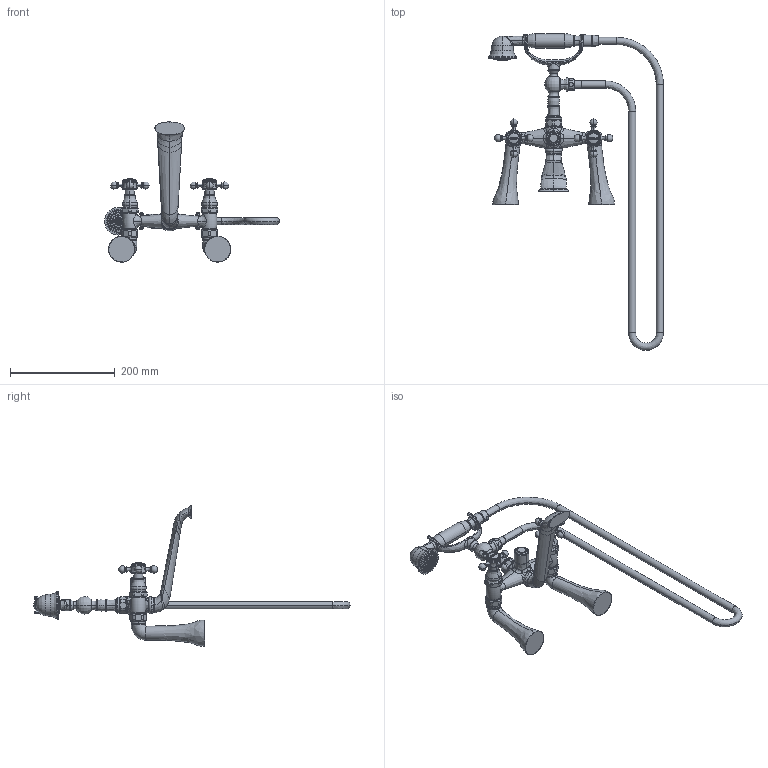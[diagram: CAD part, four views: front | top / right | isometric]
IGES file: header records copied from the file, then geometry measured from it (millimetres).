
Start section:  PTC IGES file: 920-4272.igs
Global section: file name: 920-4272.igs; native system: Creo Parametric by PTC Inc.; preprocessor: 2018400; author: jinson.thomas; organization: Unknown; date: 20210114.143026; units: inch
Bounding box: 334.8 x 606.04 x 268.56 mm (x, y, z)
Volume: 1018502.3 mm3; surface area: 196067.9 mm2
Topology: 1 solids, 1 shells, 994 faces, 2352 edges, 1450 vertices
Faces by surface type: revolution 680, bspline 310, extrusion 4
